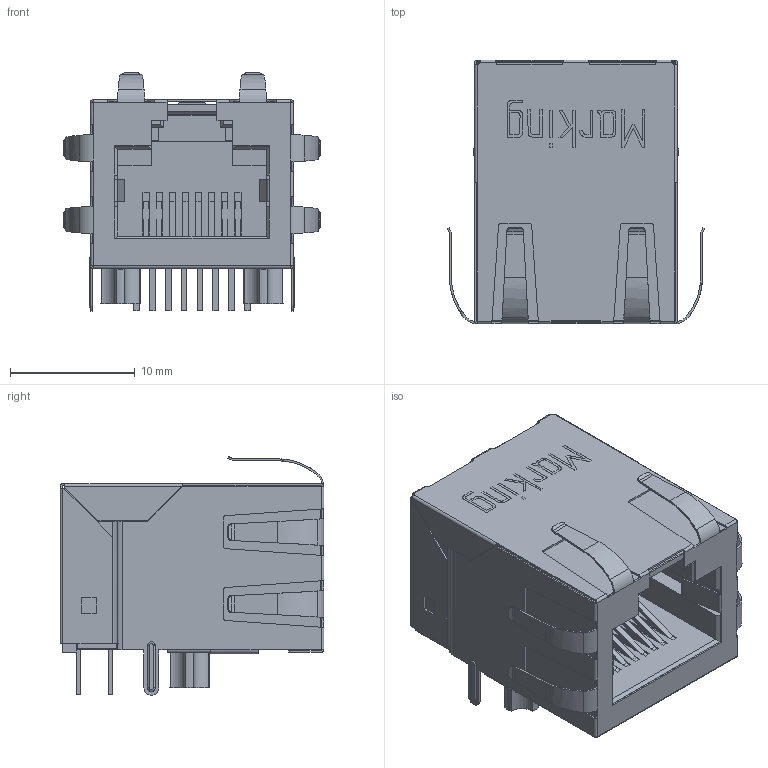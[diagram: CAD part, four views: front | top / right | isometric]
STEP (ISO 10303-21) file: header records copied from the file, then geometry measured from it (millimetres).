
FILE_DESCRIPTION(/* description */ ('Unknown'),/* implementation_level */ '2;1');
FILE_NAME(/* name */ 'T_Wurth_WE-RJ45LAN_7499011001A',/* time_stamp */ '2025-08-21T13:23:35+08:00',/* author */ ('Unknown'),/* organization */ ('Unknown'),/* preprocessor_version */ 'ST-DEVELOPER v19.4',/* originating_system */ 'Solid Edge',/* authorisation */ 'Unknown');
FILE_SCHEMA (('AUTOMOTIVE_DESIGN {1 0 10303 214 3 1 1}'));
Length unit declared in the file: millimetre
Products named in the file (2): T_Wurth_WE-RJ45LAN_7499011001A
Assembly tree (1 placements, depth 2):
  T_Wurth_WE-RJ45LAN_7499011001A
    T_Wurth_WE-RJ45LAN_7499011001A
Bounding box: 20.6 x 21.11 x 19.11 mm (x, y, z)
Volume: 2258 mm3; surface area: 5999.9 mm2
Topology: 1 solids, 1 shells, 966 faces, 2656 edges, 1674 vertices
Faces by surface type: plane 621, cylinder 275, bspline 46, sphere 10, torus 8, cone 6
Entity records: 37868 total; most frequent: CARTESIAN_POINT 6934, ORIENTED_EDGE 5292, DIRECTION 4638, EDGE_CURVE 2646, LINE 1898, VECTOR 1898, VERTEX_POINT 1674, AXIS2_PLACEMENT_3D 1370
